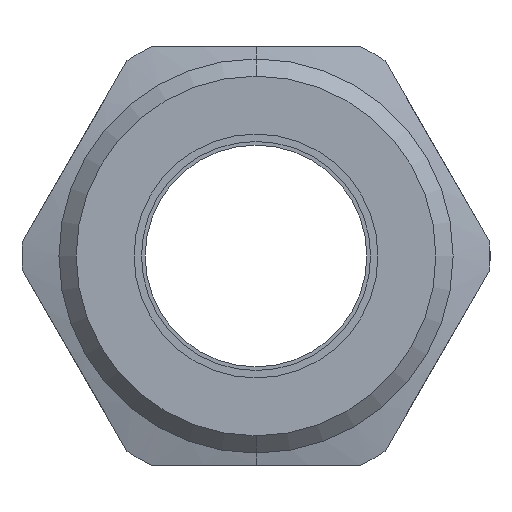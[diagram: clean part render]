
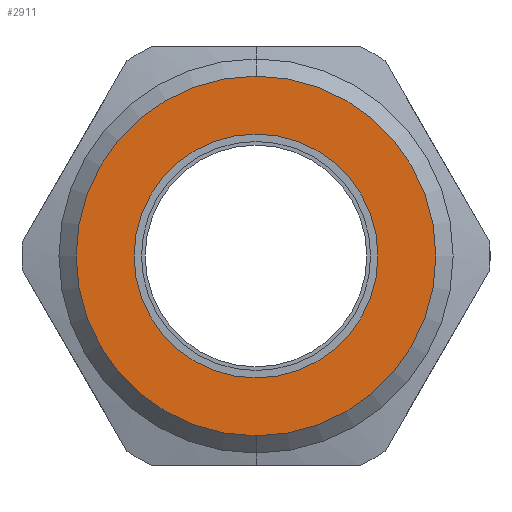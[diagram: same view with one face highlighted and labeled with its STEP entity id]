
A CAD part, front view. The second image highlights one B-rep face of the part: STEP entity #2911.
In plain terms, the highlighted planar face has unit normal (0, -1, 0).
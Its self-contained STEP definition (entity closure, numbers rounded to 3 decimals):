
#258 = CARTESIAN_POINT ( 'NONE',  ( 0., 0., 0. ) ) ;
#726 = CARTESIAN_POINT ( 'NONE',  ( 0., 0., -7.3 ) ) ;
#1211 = DIRECTION ( 'NONE',  ( 0., 0., 1. ) ) ;
#1341 = CARTESIAN_POINT ( 'NONE',  ( 0., 0., 4.95 ) ) ;
#1694 = ORIENTED_EDGE ( 'NONE', *, *, #8310, .T. ) ;
#1900 = AXIS2_PLACEMENT_3D ( 'NONE', #9268, #3636, #10214 ) ;
#2209 = EDGE_CURVE ( 'NONE', #8495, #10230, #3446, .T. ) ;
#2347 = EDGE_LOOP ( 'NONE', ( #8712, #6065 ) ) ;
#2642 = EDGE_CURVE ( 'NONE', #10230, #8495, #5789, .T. ) ;
#2793 = DIRECTION ( 'NONE',  ( 0., 1., 0. ) ) ;
#2911 = ADVANCED_FACE ( 'NONE', ( #3148, #6213 ), #3699, .F. ) ;
#3148 = FACE_OUTER_BOUND ( 'NONE', #2347, .T. ) ;
#3446 = CIRCLE ( 'NONE', #8666, 7.3 ) ;
#3636 = DIRECTION ( 'NONE',  ( 0., -1., 0. ) ) ;
#3699 = PLANE ( 'NONE',  #5424 ) ;
#3795 = EDGE_LOOP ( 'NONE', ( #7301, #1694 ) ) ;
#3904 = DIRECTION ( 'NONE',  ( 0., -1., 0. ) ) ;
#4133 = DIRECTION ( 'NONE',  ( 0., 1., 0. ) ) ;
#4208 = VERTEX_POINT ( 'NONE', #1341 ) ;
#4876 = EDGE_CURVE ( 'NONE', #4208, #10415, #6787, .T. ) ;
#4931 = AXIS2_PLACEMENT_3D ( 'NONE', #9776, #4133, #10725 ) ;
#5342 = CARTESIAN_POINT ( 'NONE',  ( 0., 0., 7.3 ) ) ;
#5424 = AXIS2_PLACEMENT_3D ( 'NONE', #6432, #2793, #9376 ) ;
#5789 = CIRCLE ( 'NONE', #1900, 7.3 ) ;
#6065 = ORIENTED_EDGE ( 'NONE', *, *, #2642, .T. ) ;
#6213 = FACE_BOUND ( 'NONE', #3795, .T. ) ;
#6432 = CARTESIAN_POINT ( 'NONE',  ( 8., 0., 0. ) ) ;
#6787 = CIRCLE ( 'NONE', #9887, 4.95 ) ;
#6826 = DIRECTION ( 'NONE',  ( 0., 1., 0. ) ) ;
#7301 = ORIENTED_EDGE ( 'NONE', *, *, #4876, .T. ) ;
#8310 = EDGE_CURVE ( 'NONE', #10415, #4208, #10861, .T. ) ;
#8495 = VERTEX_POINT ( 'NONE', #5342 ) ;
#8666 = AXIS2_PLACEMENT_3D ( 'NONE', #9543, #3904, #10488 ) ;
#8712 = ORIENTED_EDGE ( 'NONE', *, *, #2209, .T. ) ;
#9268 = CARTESIAN_POINT ( 'NONE',  ( 0., 0., 0. ) ) ;
#9376 = DIRECTION ( 'NONE',  ( 0., 0., 1. ) ) ;
#9477 = CARTESIAN_POINT ( 'NONE',  ( 0., 0., -4.95 ) ) ;
#9543 = CARTESIAN_POINT ( 'NONE',  ( 0., 0., 0. ) ) ;
#9776 = CARTESIAN_POINT ( 'NONE',  ( 0., 0., 0. ) ) ;
#9887 = AXIS2_PLACEMENT_3D ( 'NONE', #258, #6826, #1211 ) ;
#10214 = DIRECTION ( 'NONE',  ( 0., 0., 1. ) ) ;
#10230 = VERTEX_POINT ( 'NONE', #726 ) ;
#10415 = VERTEX_POINT ( 'NONE', #9477 ) ;
#10488 = DIRECTION ( 'NONE',  ( 0., 0., 1. ) ) ;
#10725 = DIRECTION ( 'NONE',  ( 0., 0., 1. ) ) ;
#10861 = CIRCLE ( 'NONE', #4931, 4.95 ) ;
